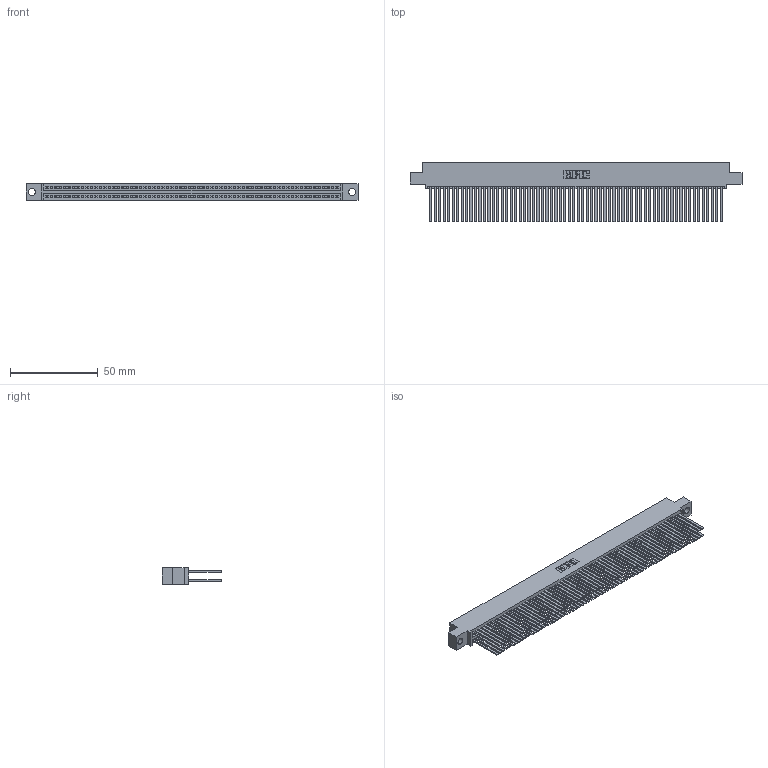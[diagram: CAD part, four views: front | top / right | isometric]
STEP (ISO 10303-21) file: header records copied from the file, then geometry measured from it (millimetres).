
FILE_DESCRIPTION (( 'STEP AP203' ), '1' );
FILE_NAME ('395-132-544-504.STEP', '2018-12-04T23:04:47', ( '' ), ( '' ), 'SwSTEP 2.0', 'SolidWorks 2016', '' );
FILE_SCHEMA (( 'CONFIG_CONTROL_DESIGN' ));
Length unit declared in the file: inch
Products named in the file (3): 345-292-001_345-293-144; 345 Part_0.110 Offset - 0.156 Dia-TH; 395-132-544-504
Assembly tree (133 placements, depth 2):
  395-132-544-504
    345 Part_0.110 Offset - 0.156 Dia-TH
    345-292-001_345-293-144  x132
Bounding box: 188.85 x 33.96 x 9.4 mm (x, y, z)
Volume: 20256.9 mm3; surface area: 35739.3 mm2
Topology: 133 solids, 133 shells, 5938 faces, 17645 edges, 11586 vertices
Faces by surface type: plane 3912, cylinder 2026
Entity records: 48505 total; most frequent: CARTESIAN_POINT 8108, ORIENTED_EDGE 8042, DIRECTION 7117, EDGE_CURVE 4021, VECTOR 3629, LINE 3629, VERTEX_POINT 2678, AXIS2_PLACEMENT_3D 1744
